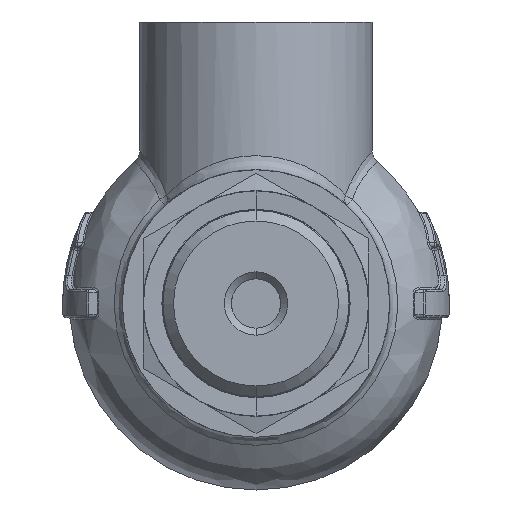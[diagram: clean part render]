
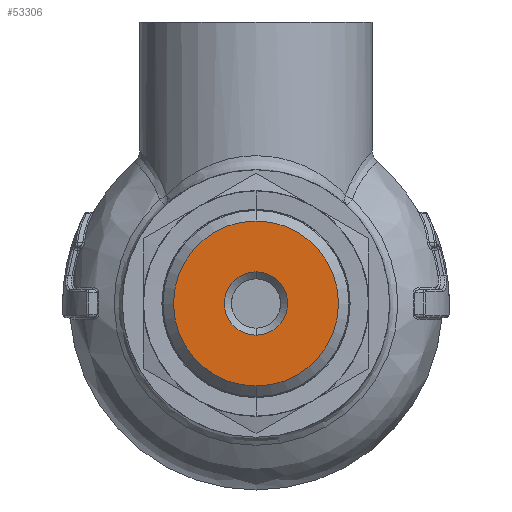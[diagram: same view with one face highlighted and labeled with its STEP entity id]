
A CAD part, front view. The second image highlights one B-rep face of the part: STEP entity #53306.
In plain terms, the highlighted planar face has unit normal (0, -1, 0).
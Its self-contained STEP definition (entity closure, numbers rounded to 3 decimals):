
#3417 = FACE_OUTER_BOUND ( 'NONE', #38773, .T. ) ;
#5172 = DIRECTION ( 'NONE',  ( 0., -1., 0. ) ) ;
#7039 = VERTEX_POINT ( 'NONE', #20667 ) ;
#12750 = ORIENTED_EDGE ( 'NONE', *, *, #72303, .T. ) ;
#13150 = CARTESIAN_POINT ( 'NONE',  ( 0., -31.5, 0. ) ) ;
#20012 = EDGE_CURVE ( 'NONE', #22332, #66142, #79337, .T. ) ;
#20667 = CARTESIAN_POINT ( 'NONE',  ( 0., -31.5, 4.5 ) ) ;
#21357 = AXIS2_PLACEMENT_3D ( 'NONE', #61920, #29965, #24216 ) ;
#22332 = VERTEX_POINT ( 'NONE', #55095 ) ;
#22627 = CIRCLE ( 'NONE', #79090, 4.5 ) ;
#23431 = AXIS2_PLACEMENT_3D ( 'NONE', #47680, #66669, #79555 ) ;
#24216 = DIRECTION ( 'NONE',  ( 0., 0., -1. ) ) ;
#26369 = AXIS2_PLACEMENT_3D ( 'NONE', #80538, #5172, #35753 ) ;
#28556 = EDGE_CURVE ( 'NONE', #66142, #22332, #72040, .T. ) ;
#29262 = CIRCLE ( 'NONE', #21357, 4.5 ) ;
#29965 = DIRECTION ( 'NONE',  ( 0., 1., 0. ) ) ;
#31401 = EDGE_CURVE ( 'NONE', #7039, #45978, #22627, .T. ) ;
#35753 = DIRECTION ( 'NONE',  ( 0., 0., -1. ) ) ;
#38773 = EDGE_LOOP ( 'NONE', ( #42780, #40610 ) ) ;
#40610 = ORIENTED_EDGE ( 'NONE', *, *, #28556, .T. ) ;
#42780 = ORIENTED_EDGE ( 'NONE', *, *, #20012, .T. ) ;
#43030 = CARTESIAN_POINT ( 'NONE',  ( 0., -31.5, -11.72 ) ) ;
#44253 = DIRECTION ( 'NONE',  ( 0., -1., 0. ) ) ;
#45978 = VERTEX_POINT ( 'NONE', #49801 ) ;
#47680 = CARTESIAN_POINT ( 'NONE',  ( 0., -31.5, 0. ) ) ;
#49767 = DIRECTION ( 'NONE',  ( 0., 0., 1. ) ) ;
#49801 = CARTESIAN_POINT ( 'NONE',  ( 0., -31.5, -4.5 ) ) ;
#51655 = ORIENTED_EDGE ( 'NONE', *, *, #31401, .T. ) ;
#52349 = CARTESIAN_POINT ( 'NONE',  ( 0., -31.5, 0. ) ) ;
#52629 = DIRECTION ( 'NONE',  ( 0., 0., -1. ) ) ;
#53306 = ADVANCED_FACE ( 'NONE', ( #3417, #77190 ), #79460, .T. ) ;
#55095 = CARTESIAN_POINT ( 'NONE',  ( 0., -31.5, 11.72 ) ) ;
#55605 = EDGE_LOOP ( 'NONE', ( #12750, #51655 ) ) ;
#61920 = CARTESIAN_POINT ( 'NONE',  ( 0., -31.5, 0. ) ) ;
#64988 = DIRECTION ( 'NONE',  ( 0., 1., 0. ) ) ;
#66142 = VERTEX_POINT ( 'NONE', #43030 ) ;
#66669 = DIRECTION ( 'NONE',  ( 0., -1., 0. ) ) ;
#72040 = CIRCLE ( 'NONE', #78487, 11.72 ) ;
#72303 = EDGE_CURVE ( 'NONE', #45978, #7039, #29262, .T. ) ;
#77190 = FACE_BOUND ( 'NONE', #55605, .T. ) ;
#78487 = AXIS2_PLACEMENT_3D ( 'NONE', #13150, #44253, #49767 ) ;
#79090 = AXIS2_PLACEMENT_3D ( 'NONE', #52349, #64988, #52629 ) ;
#79337 = CIRCLE ( 'NONE', #23431, 11.72 ) ;
#79460 = PLANE ( 'NONE',  #26369 ) ;
#79555 = DIRECTION ( 'NONE',  ( 0., 0., 1. ) ) ;
#80538 = CARTESIAN_POINT ( 'NONE',  ( 0., -31.5, 0. ) ) ;
